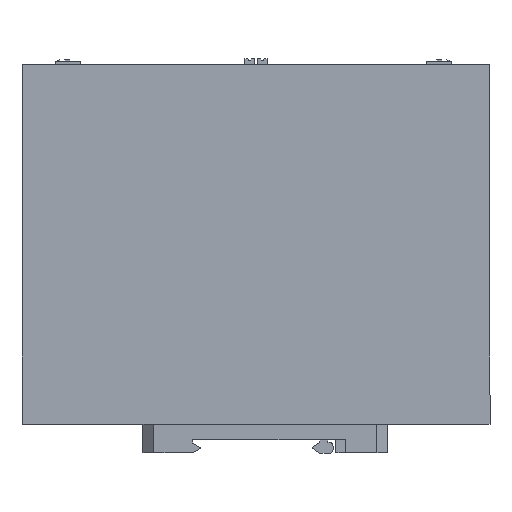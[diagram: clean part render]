
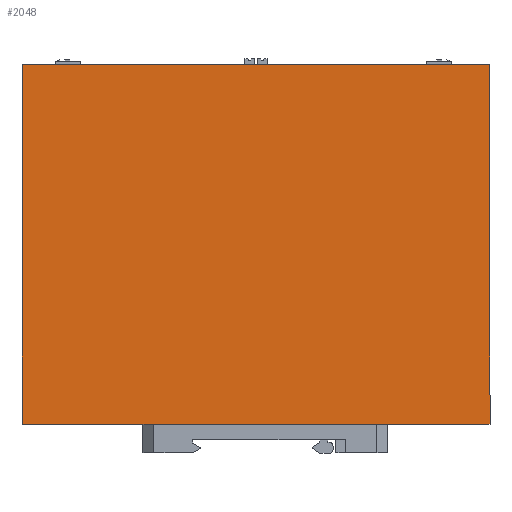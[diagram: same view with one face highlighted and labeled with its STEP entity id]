
A CAD part, left-side view. The second image highlights one B-rep face of the part: STEP entity #2048.
In plain terms, the highlighted planar face has unit normal (-1, 0, 0).
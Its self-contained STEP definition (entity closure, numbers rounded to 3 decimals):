
#2028=AXIS2_PLACEMENT_3D('Plane Axis2P3D',#2025,#2026,#2027) ;
#185=CARTESIAN_POINT('Vertex',(0.,0.,8.1)) ;
#188=CARTESIAN_POINT('Line Origine',(0.,65.,8.1)) ;
#192=CARTESIAN_POINT('Vertex',(0.,130.,8.1)) ;
#644=CARTESIAN_POINT('Line Origine',(0.,130.,58.05)) ;
#648=CARTESIAN_POINT('Vertex',(0.,130.,108.)) ;
#2025=CARTESIAN_POINT('Axis2P3D Location',(0.,65.,45.6)) ;
#2030=CARTESIAN_POINT('Line Origine',(0.,0.,58.05)) ;
#2034=CARTESIAN_POINT('Vertex',(0.,0.,108.)) ;
#2037=CARTESIAN_POINT('Line Origine',(0.,65.,108.)) ;
#189=DIRECTION('Vector Direction',(0.,-1.,0.)) ;
#645=DIRECTION('Vector Direction',(0.,0.,-1.)) ;
#2026=DIRECTION('Axis2P3D Direction',(-1.,0.,0.)) ;
#2027=DIRECTION('Axis2P3D XDirection',(0.,0.,-1.)) ;
#2031=DIRECTION('Vector Direction',(0.,0.,1.)) ;
#2038=DIRECTION('Vector Direction',(0.,-1.,0.)) ;
#190=VECTOR('Line Direction',#189,1.) ;
#646=VECTOR('Line Direction',#645,1.) ;
#2032=VECTOR('Line Direction',#2031,1.) ;
#2039=VECTOR('Line Direction',#2038,1.) ;
#2043=ORIENTED_EDGE('',*,*,#194,.T.) ;
#2044=ORIENTED_EDGE('',*,*,#2036,.T.) ;
#2045=ORIENTED_EDGE('',*,*,#2041,.T.) ;
#2046=ORIENTED_EDGE('',*,*,#650,.T.) ;
#2048=ADVANCED_FACE('PRO_ECO',(#2047),#2029,.T.) ;
#194=EDGE_CURVE('',#193,#186,#191,.T.) ;
#650=EDGE_CURVE('',#649,#193,#647,.T.) ;
#2036=EDGE_CURVE('',#186,#2035,#2033,.T.) ;
#2041=EDGE_CURVE('',#2035,#649,#2040,.F.) ;
#2042=EDGE_LOOP('',(#2043,#2044,#2045,#2046)) ;
#2047=FACE_OUTER_BOUND('',#2042,.T.) ;
#191=LINE('Line',#188,#190) ;
#647=LINE('Line',#644,#646) ;
#2033=LINE('Line',#2030,#2032) ;
#2040=LINE('Line',#2037,#2039) ;
#2029=PLANE('',#2028) ;
#186=VERTEX_POINT('',#185) ;
#193=VERTEX_POINT('',#192) ;
#649=VERTEX_POINT('',#648) ;
#2035=VERTEX_POINT('',#2034) ;
